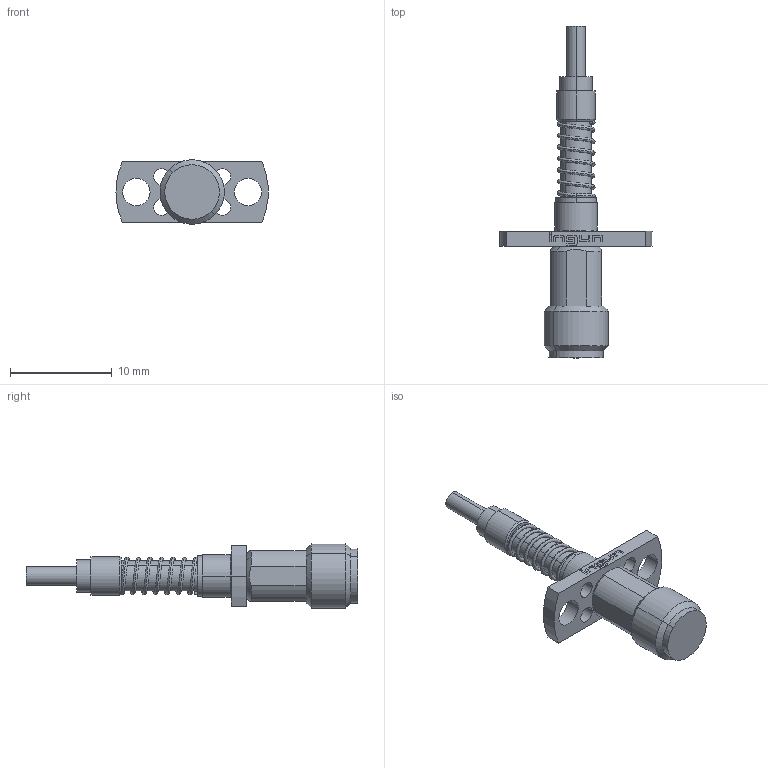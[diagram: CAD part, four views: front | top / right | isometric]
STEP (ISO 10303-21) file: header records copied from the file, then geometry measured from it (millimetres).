
FILE_DESCRIPTION (( 'STEP AP203' ), '1' );
FILE_NAME ('INGUN_HFS-336_302_030_A_xx43_KSC.STEP', '2022-04-28T05:19:49', ( 'ochi' ), ( '' ), 'SwSTEP 2.0', 'SolidWorks 2018', '' );
FILE_SCHEMA (( 'CONFIG_CONTROL_DESIGN' ));
Length unit declared in the file: millimetre
Products named in the file (1): INGUN_HFS-336_302_030_A_xx43_KSC
Bounding box: 14.97 x 32.7 x 6.33 mm (x, y, z)
Volume: 542.4 mm3; surface area: 750.6 mm2
Topology: 1 solids, 1 shells, 158 faces, 393 edges, 252 vertices
Faces by surface type: plane 70, cylinder 44, bspline 24, cone 12, torus 8
Entity records: 6786 total; most frequent: CARTESIAN_POINT 3065, ORIENTED_EDGE 786, DIRECTION 695, EDGE_CURVE 393, AXIS2_PLACEMENT_3D 260, VERTEX_POINT 252, EDGE_LOOP 187, VECTOR 175
